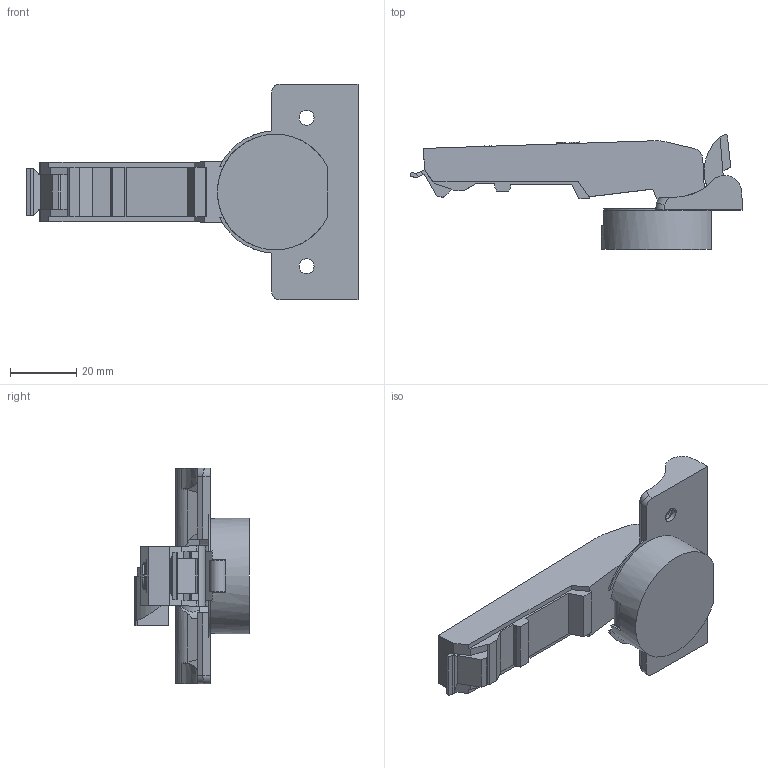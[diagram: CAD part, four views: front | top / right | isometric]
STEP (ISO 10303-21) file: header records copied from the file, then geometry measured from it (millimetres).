
FILE_DESCRIPTION((''),'2;1');
FILE_NAME('701-0A96-SD3DCL','2022-11-04T12:25:51',('marino.prodan'),('Audax d.o.o.'),'CREO PARAMETRIC BY PTC INC, 2021304','CREO PARAMETRIC BY PTC INC, 2021304','');
FILE_SCHEMA(('AUTOMOTIVE_DESIGN { 1 0 10303 214 1 1 1 1 }'));
Length unit declared in the file: millimetre
Products named in the file (1): 701-0A96-SD3DCL
Bounding box: 100.52 x 34.81 x 65.4 mm (x, y, z)
Volume: 38049.7 mm3; surface area: 17225.5 mm2
Topology: 1 solids, 1 shells, 240 faces, 702 edges, 471 vertices
Faces by surface type: plane 166, cylinder 59, extrusion 4, cone 4, sphere 4, torus 2, bspline 1
Entity records: 10798 total; most frequent: CARTESIAN_POINT 1845, ORIENTED_EDGE 1404, DIRECTION 1265, PRESENTATION_STYLE_ASSIGNMENT 703, STYLED_ITEM 703, CURVE_STYLE 702, EDGE_CURVE 702, VECTOR 509
